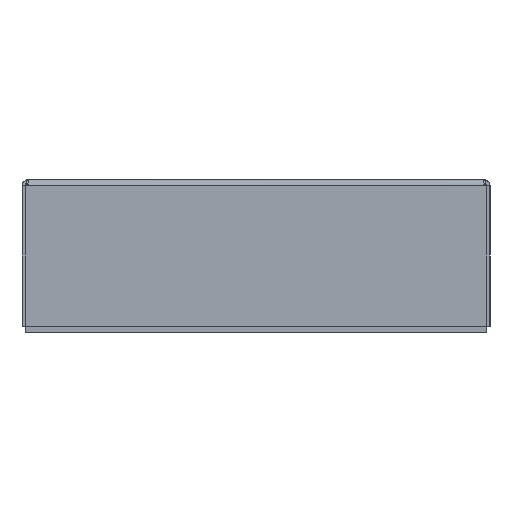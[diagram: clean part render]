
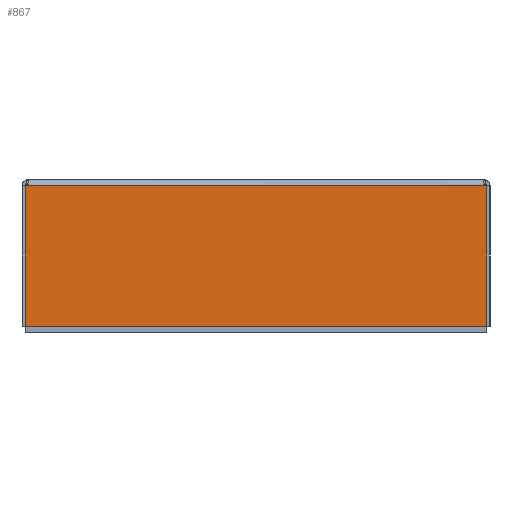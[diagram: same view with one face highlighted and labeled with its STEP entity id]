
A CAD part, left-side view. The second image highlights one B-rep face of the part: STEP entity #867.
In plain terms, the highlighted planar face has unit normal (-1, 0, 0).
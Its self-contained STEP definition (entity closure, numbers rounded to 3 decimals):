
#133=FACE_OUTER_BOUND('',#189,.T.);
#189=EDGE_LOOP('',(#656,#657,#658,#659));
#224=LINE('',#1149,#288);
#241=LINE('',#1536,#305);
#256=LINE('',#1673,#320);
#260=LINE('',#1733,#324);
#288=VECTOR('',#967,10.);
#305=VECTOR('',#1022,10.);
#320=VECTOR('',#1051,10.);
#324=VECTOR('',#1057,10.);
#352=VERTEX_POINT('',#1146);
#353=VERTEX_POINT('',#1148);
#392=VERTEX_POINT('',#1535);
#399=VERTEX_POINT('',#1672);
#420=EDGE_CURVE('',#352,#353,#224,.T.);
#469=EDGE_CURVE('',#353,#392,#241,.T.);
#488=EDGE_CURVE('',#399,#392,#256,.T.);
#494=EDGE_CURVE('',#399,#352,#260,.T.);
#656=ORIENTED_EDGE('',*,*,#488,.T.);
#657=ORIENTED_EDGE('',*,*,#469,.F.);
#658=ORIENTED_EDGE('',*,*,#420,.F.);
#659=ORIENTED_EDGE('',*,*,#494,.F.);
#767=PLANE('',#930);
#867=ADVANCED_FACE('',(#133),#767,.F.);
#930=AXIS2_PLACEMENT_3D('',#1735,#1059,#1060);
#967=DIRECTION('',(0.,1.,0.));
#1022=DIRECTION('',(0.,0.,1.));
#1051=DIRECTION('',(0.,1.,0.));
#1057=DIRECTION('',(0.,0.,-1.));
#1059=DIRECTION('center_axis',(1.,0.,0.));
#1060=DIRECTION('ref_axis',(0.,0.,-1.));
#1146=CARTESIAN_POINT('',(-500.,-149.929,4.));
#1148=CARTESIAN_POINT('',(-500.,149.929,4.));
#1149=CARTESIAN_POINT('',(-500.,-149.929,4.));
#1535=CARTESIAN_POINT('',(-500.,149.929,95.));
#1536=CARTESIAN_POINT('',(-500.,149.929,95.));
#1672=CARTESIAN_POINT('',(-500.,-149.929,95.));
#1673=CARTESIAN_POINT('',(-500.,0.,95.));
#1733=CARTESIAN_POINT('',(-500.,-149.929,95.));
#1735=CARTESIAN_POINT('Origin',(-500.,0.,51.574));
